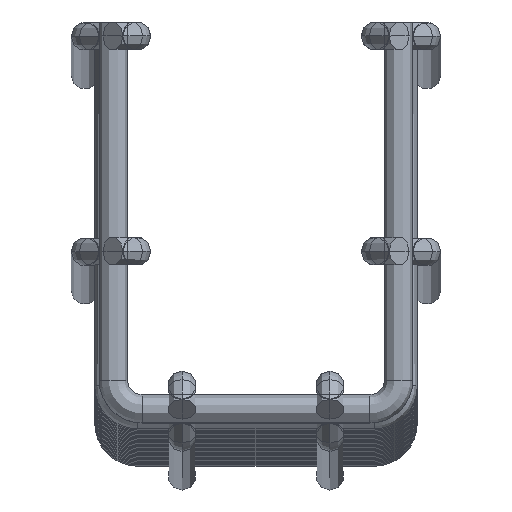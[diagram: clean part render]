
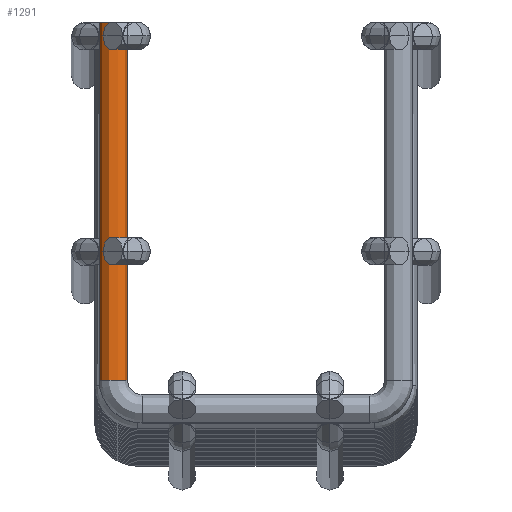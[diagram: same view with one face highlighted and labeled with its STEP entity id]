
A CAD part, top view. The second image highlights one B-rep face of the part: STEP entity #1291.
In plain terms, the highlighted cylindrical face has radius 1.9 mm (diameter 3.8 mm), a partial arc.
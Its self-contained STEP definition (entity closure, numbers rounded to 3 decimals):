
#1137=CARTESIAN_POINT('',(-19.3,52.3,0.));
#1138=DIRECTION('',(0.,-1.,0.));
#1139=DIRECTION('',(1.,0.,0.));
#1140=AXIS2_PLACEMENT_3D('',#1137,#1138,#1139);
#1147=DIRECTION('',(0.,-1.,0.));
#1148=VECTOR('',#1147,48.4);
#1149=CARTESIAN_POINT('',(-17.4,52.3,0.));
#1150=LINE('',#1149,#1148);
#1151=DIRECTION('',(0.,-1.,0.));
#1152=VECTOR('',#1151,48.4);
#1153=CARTESIAN_POINT('',(-21.2,52.3,0.));
#1154=LINE('',#1153,#1152);
#1165=CARTESIAN_POINT('',(-19.3,3.9,0.));
#1166=DIRECTION('',(0.,-1.,0.));
#1167=DIRECTION('',(1.,0.,0.));
#1168=AXIS2_PLACEMENT_3D('',#1165,#1166,#1167);
#1241=CARTESIAN_POINT('',(-17.4,52.3,0.));
#1242=CARTESIAN_POINT('',(-21.2,52.3,0.));
#1243=VERTEX_POINT('',#1241);
#1244=VERTEX_POINT('',#1242);
#1245=CARTESIAN_POINT('',(-17.4,3.9,0.));
#1246=CARTESIAN_POINT('',(-21.2,3.9,0.));
#1247=VERTEX_POINT('',#1245);
#1248=VERTEX_POINT('',#1246);
#1277=CARTESIAN_POINT('',(-19.3,52.3,0.));
#1278=DIRECTION('',(0.,-1.,0.));
#1279=DIRECTION('',(1.,0.,0.));
#1280=AXIS2_PLACEMENT_3D('',#1277,#1278,#1279);
#1281=CYLINDRICAL_SURFACE('',#1280,1.9);
#1282=ORIENTED_EDGE('',*,*,#1270,.F.);
#1284=ORIENTED_EDGE('',*,*,#1283,.T.);
#1286=ORIENTED_EDGE('',*,*,#1285,.T.);
#1288=ORIENTED_EDGE('',*,*,#1287,.F.);
#1289=EDGE_LOOP('',(#1282,#1284,#1286,#1288));
#1290=FACE_OUTER_BOUND('',#1289,.F.);
#1291=ADVANCED_FACE('',(#1290),#1281,.T.);
#1141=CIRCLE('',#1140,1.9);
#1169=CIRCLE('',#1168,1.9);
#1270=EDGE_CURVE('',#1243,#1244,#1141,.T.);
#1283=EDGE_CURVE('',#1243,#1247,#1150,.T.);
#1285=EDGE_CURVE('',#1247,#1248,#1169,.T.);
#1287=EDGE_CURVE('',#1244,#1248,#1154,.T.);
